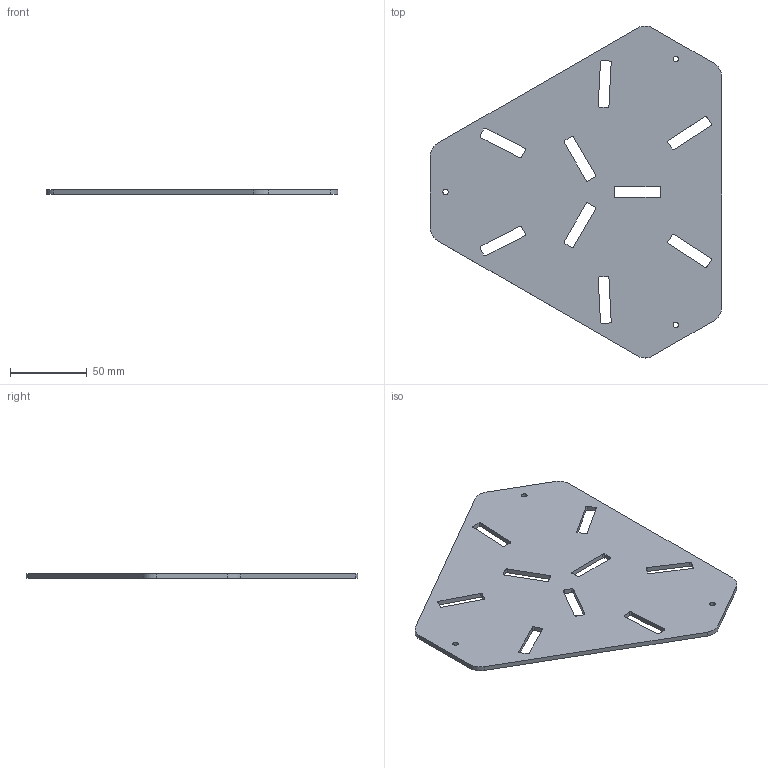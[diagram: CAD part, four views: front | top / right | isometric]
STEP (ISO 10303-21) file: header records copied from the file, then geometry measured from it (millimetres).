
FILE_DESCRIPTION(('CATIA V5 STEP Exchange'),'2;1');
FILE_NAME('Plateau chauffant cuivre.stp','2018-08-25T19:32:12+00:00',('none'),('none'),'CATIA Version 5 Release 20 SP 1 (IN-10)','CATIA V5 STEP AP203','none');
FILE_SCHEMA(('CONFIG_CONTROL_DESIGN'));
Length unit declared in the file: millimetre
Products named in the file (1): Plateau chauffant
Bounding box: 190 x 216.3 x 3 mm (x, y, z)
Volume: 80870 mm3; surface area: 57940.7 mm2
Topology: 1 solids, 1 shells, 92 faces, 270 edges, 180 vertices
Faces by surface type: cylinder 48, plane 44
Entity records: 3073 total; most frequent: CARTESIAN_POINT 541, ORIENTED_EDGE 540, DIRECTION 450, EDGE_CURVE 270, AXIS2_PLACEMENT_3D 187, VERTEX_POINT 180, VECTOR 174, LINE 174
